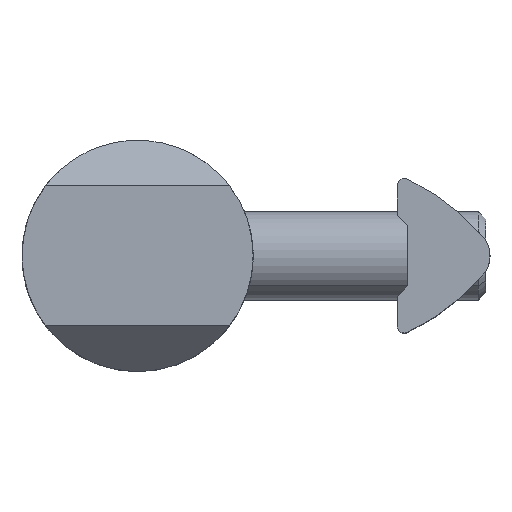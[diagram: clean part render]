
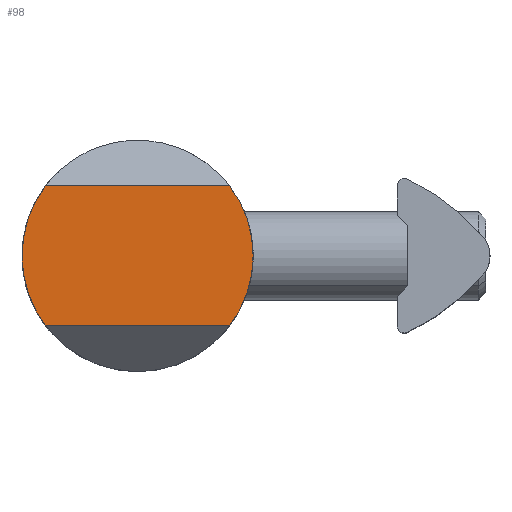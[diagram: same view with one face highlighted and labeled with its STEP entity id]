
A CAD part, top view. The second image highlights one B-rep face of the part: STEP entity #98.
In plain terms, the highlighted planar face has unit normal (0, 0, 1).
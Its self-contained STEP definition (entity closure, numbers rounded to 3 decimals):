
#98=ADVANCED_FACE('',(#184),#185,.T.);
#184=FACE_OUTER_BOUND('',#343,.T.);
#185=PLANE('',#344);
#343=EDGE_LOOP('',(#577,#578,#579,#580,#581,#582));
#344=AXIS2_PLACEMENT_3D('',#583,#584,#585);
#577=ORIENTED_EDGE('',*,*,#1163,.T.);
#578=ORIENTED_EDGE('',*,*,#1175,.T.);
#579=ORIENTED_EDGE('',*,*,#1188,.T.);
#580=ORIENTED_EDGE('',*,*,#1173,.T.);
#581=ORIENTED_EDGE('',*,*,#1144,.T.);
#582=ORIENTED_EDGE('',*,*,#1189,.T.);
#583=CARTESIAN_POINT('',(0.0,0.0,12.5));
#584=DIRECTION('',(0.0,0.0,1.0));
#585=DIRECTION('',(1.0,0.0,0.0));
#1144=EDGE_CURVE('',#1361,#1362,#1363,.T.);
#1163=EDGE_CURVE('',#1396,#1394,#1397,.T.);
#1173=EDGE_CURVE('',#1413,#1361,#1414,.T.);
#1175=EDGE_CURVE('',#1394,#1415,#1417,.T.);
#1188=EDGE_CURVE('',#1415,#1413,#1439,.T.);
#1189=EDGE_CURVE('',#1362,#1396,#1440,.T.);
#1361=VERTEX_POINT('',#1747);
#1362=VERTEX_POINT('',#1748);
#1363=CIRCLE('',#1749,7.85);
#1394=VERTEX_POINT('',#1878);
#1396=VERTEX_POINT('',#1881);
#1397=CIRCLE('',#1882,7.85);
#1413=VERTEX_POINT('',#1914);
#1414=CIRCLE('',#1915,7.85);
#1415=VERTEX_POINT('',#1916);
#1417=CIRCLE('',#1928,7.85);
#1439=LINE('',#2023,#2024);
#1440=LINE('',#2025,#2026);
#1747=CARTESIAN_POINT('',(7.85,0.,12.5));
#1748=CARTESIAN_POINT('',(6.25,4.75,12.5));
#1749=AXIS2_PLACEMENT_3D('',#2457,#2458,#2459);
#1878=CARTESIAN_POINT('',(-7.85,0.0,12.5));
#1881=CARTESIAN_POINT('',(-6.25,4.75,12.5));
#1882=AXIS2_PLACEMENT_3D('',#2481,#2482,#2483);
#1914=CARTESIAN_POINT('',(6.25,-4.75,12.5));
#1915=AXIS2_PLACEMENT_3D('',#2496,#2497,#2498);
#1916=CARTESIAN_POINT('',(-6.25,-4.75,12.5));
#1928=AXIS2_PLACEMENT_3D('',#2499,#2500,#2501);
#2023=CARTESIAN_POINT('',(0.0,-4.75,12.5));
#2024=VECTOR('',#2512,1000.0);
#2025=CARTESIAN_POINT('',(0.0,4.75,12.5));
#2026=VECTOR('',#2513,1000.0);
#2457=CARTESIAN_POINT('',(0.0,0.0,12.5));
#2458=DIRECTION('',(0.0,0.0,1.0));
#2459=DIRECTION('',(1.0,0.0,0.0));
#2481=CARTESIAN_POINT('',(0.0,0.0,12.5));
#2482=DIRECTION('',(0.0,0.0,1.0));
#2483=DIRECTION('',(1.0,0.0,0.0));
#2496=CARTESIAN_POINT('',(0.0,0.0,12.5));
#2497=DIRECTION('',(0.0,0.0,1.0));
#2498=DIRECTION('',(1.0,0.0,0.0));
#2499=CARTESIAN_POINT('',(0.0,0.0,12.5));
#2500=DIRECTION('',(0.0,0.0,1.0));
#2501=DIRECTION('',(1.0,0.0,0.0));
#2512=DIRECTION('',(1.0,0.0,-0.0));
#2513=DIRECTION('',(-1.0,-0.0,0.0));
